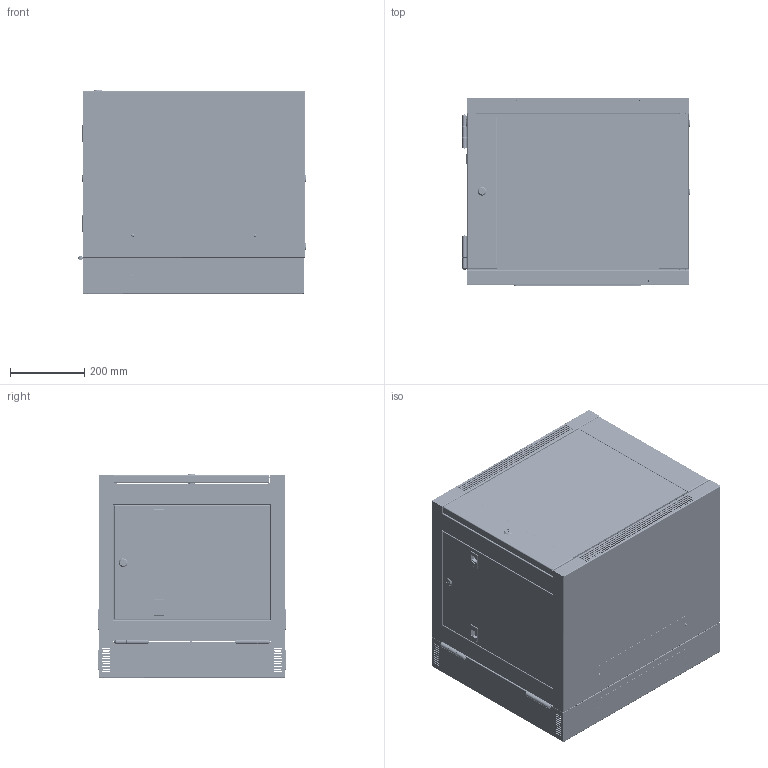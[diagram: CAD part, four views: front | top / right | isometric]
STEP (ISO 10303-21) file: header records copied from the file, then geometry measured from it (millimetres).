
FILE_DESCRIPTION (( 'STEP AP214' ), '1' );
FILE_NAME ('LC-SMT6509D-D_3D.step', '2024-07-09T21:48:37', ( '' ), ( '' ), 'SwSTEP 2.0', 'SolidWorks 2022', '' );
FILE_SCHEMA (( 'AUTOMOTIVE_DESIGN' ));
Length unit declared in the file: inch
Products named in the file (41): LX-GT_8; GB9074-4-88-M3X6A_8; HYLZ_8; M6_16_8; SHUOLUO_8; SHUOLUOMU_8; MENTIAO-1_8; PDU_K2_8; MENZHOU2_8; M4X8LS_8; MENZHOU_ASM_8; FUJIAN-2_8; SHOU_ASM_8; DG_8; SUO1_ASM_8; SUO22_ASM_8; XX_8; PDU_K1_8; MENZHOU1_8; BOLI_8; SHUOLUOA_8; DI_8; HK_ASM_8; SHUO_8; QLZ_8; SHUOA_8; JH060009_8; CM_8; HZJ1_8; PDU-K0_ASM_8; JH060004_8; LC-SMT6509D-D_3D; CM_ASM_8; MEN_ASM_8; HK_8; SHUOSHE_8; MENTIAO_8; GB9074-4-88-M3X6_8; SHUOSHEA_8; 2222_8 ...
Assembly tree (67 placements, depth 4):
  LC-SMT6509D-D_3D
    DG_8
    QLZ_8  x2
    HYLZ_8  x2
    DI_8
    HZJ1_8  x4
    JH060009_8  x4
    JH060004_8  x2
    HK_ASM_8
      HK_8
      JH060004_8  x2
      FUJIAN-2_8  x2
      MENZHOU_ASM_8  x2
        MENZHOU2_8
        MENZHOU1_8
    CM_ASM_8  x2
      CM_8
      PDU-K0_ASM_8
        PDU_K2_8
        PDU_K1_8
      SUO22_ASM_8
        SHUOA_8
        SHUOLUOA_8
        SHUOSHEA_8
        GB9074-4-88-M3X6A_8
    SUO1_ASM_8
      MS725_8
      SHUOLUOMU_8
      2222_8
    M6_16_8  x2
    M4X8LS_8  x8
    LX-GT_8  x2
    MEN_ASM_8
      MENTIAO-1_8
      MENTIAO_8
      BOLI_8
      SHOU_ASM_8
        SHUO_8
        GB9074-4-88-M3X6_8
        SHUOSHE_8
        SHUOLUO_8
      XX_8  x2
Bounding box: 613.8 x 509.23 x 551.51 mm (x, y, z)
Volume: 1947263.7 mm3; surface area: 4964420.3 mm2
Topology: 86 solids, 95 shells, 5734 faces, 16660 edges, 11062 vertices
Faces by surface type: plane 3323, cylinder 1934, bspline 399, cone 72, torus 6
Entity records: 145020 total; most frequent: CARTESIAN_POINT 63927, ORIENTED_EDGE 17052, DIRECTION 15296, EDGE_CURVE 8561, VERTEX_POINT 5603, LINE 5188, VECTOR 5188, AXIS2_PLACEMENT_3D 5054
